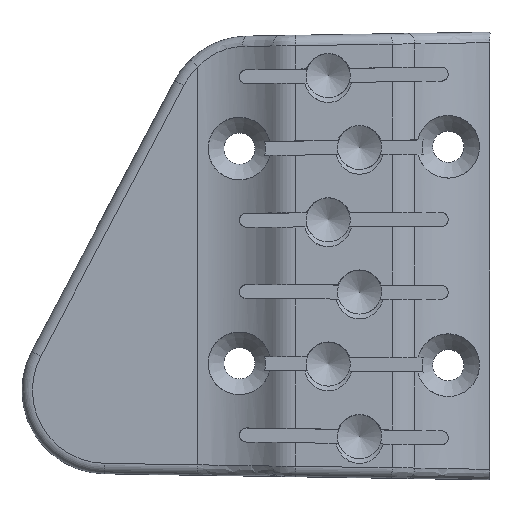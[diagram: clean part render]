
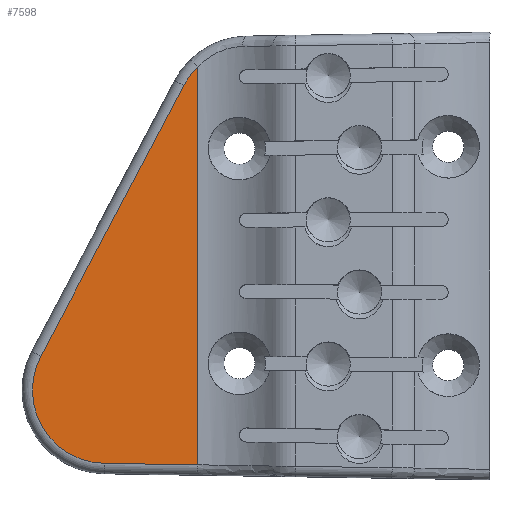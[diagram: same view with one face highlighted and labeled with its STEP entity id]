
A CAD part, top view. The second image highlights one B-rep face of the part: STEP entity #7598.
In plain terms, the highlighted planar face has unit normal (0, 0, 1).
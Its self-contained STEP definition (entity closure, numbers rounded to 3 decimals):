
#279=CIRCLE('',#7968,7.);
#283=CIRCLE('',#7974,7.);
#869=FACE_OUTER_BOUND('',#1271,.T.);
#1271=EDGE_LOOP('',(#7133,#7134,#7135,#7136,#7137));
#2332=LINE('',#18947,#2736);
#2369=LINE('',#21139,#2773);
#2371=LINE('',#21148,#2775);
#2736=VECTOR('',#8830,10.);
#2773=VECTOR('',#9121,10.);
#2775=VECTOR('',#9135,10.);
#3512=VERTEX_POINT('',#18940);
#3513=VERTEX_POINT('',#18946);
#3566=VERTEX_POINT('',#21131);
#3568=VERTEX_POINT('',#21137);
#3569=VERTEX_POINT('',#21142);
#4585=EDGE_CURVE('',#3513,#3512,#2332,.T.);
#4748=EDGE_CURVE('',#3566,#3512,#279,.T.);
#4751=EDGE_CURVE('',#3568,#3566,#2369,.T.);
#4754=EDGE_CURVE('',#3569,#3568,#283,.T.);
#4757=EDGE_CURVE('',#3513,#3569,#2371,.T.);
#7133=ORIENTED_EDGE('',*,*,#4757,.F.);
#7134=ORIENTED_EDGE('',*,*,#4585,.T.);
#7135=ORIENTED_EDGE('',*,*,#4748,.F.);
#7136=ORIENTED_EDGE('',*,*,#4751,.F.);
#7137=ORIENTED_EDGE('',*,*,#4754,.F.);
#7196=PLANE('',#7985);
#7598=ADVANCED_FACE('',(#869),#7196,.T.);
#7968=AXIS2_PLACEMENT_3D('',#21133,#9113,#9114);
#7974=AXIS2_PLACEMENT_3D('',#21144,#9127,#9128);
#7985=AXIS2_PLACEMENT_3D('',#21192,#9157,#9158);
#8830=DIRECTION('',(0.,1.,0.));
#9113=DIRECTION('center_axis',(0.,0.,-1.));
#9114=DIRECTION('ref_axis',(-0.764,0.645,0.));
#9121=DIRECTION('',(0.467,0.884,0.));
#9127=DIRECTION('center_axis',(0.,0.,-1.));
#9128=DIRECTION('ref_axis',(-0.86,-0.51,0.));
#9135=DIRECTION('',(-1.,0.016,0.));
#9157=DIRECTION('center_axis',(0.,0.,1.));
#9158=DIRECTION('ref_axis',(1.,0.,0.));
#18940=CARTESIAN_POINT('',(-31.35,18.096,2.));
#18946=CARTESIAN_POINT('',(-31.35,-20.004,2.));
#18947=CARTESIAN_POINT('',(-31.35,0.,2.));
#21131=CARTESIAN_POINT('',(-32.676,16.33,2.));
#21133=CARTESIAN_POINT('Origin',(-26.487,13.061,2.));
#21137=CARTESIAN_POINT('',(-46.369,-9.597,2.));
#21139=CARTESIAN_POINT('',(-39.393,3.612,2.));
#21142=CARTESIAN_POINT('',(-40.288,-19.865,2.));
#21144=CARTESIAN_POINT('Origin',(-40.179,-12.866,2.));
#21148=CARTESIAN_POINT('',(-51.971,-19.683,2.));
#21192=CARTESIAN_POINT('Origin',(-63.35,0.,2.));
